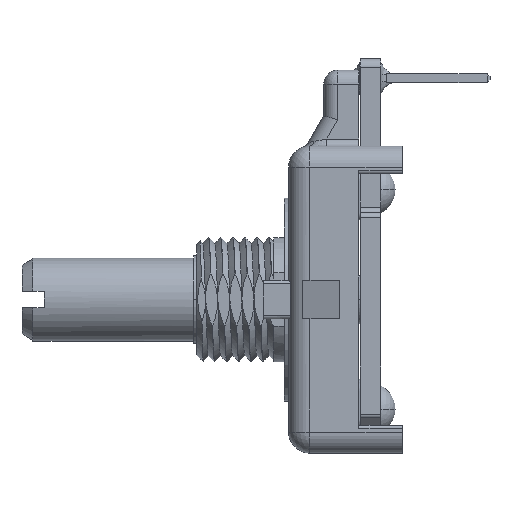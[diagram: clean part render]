
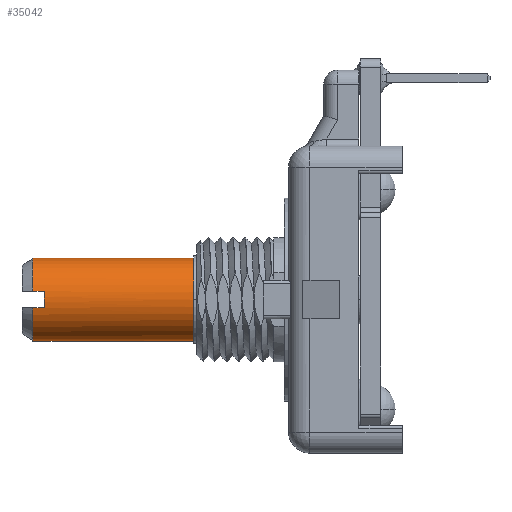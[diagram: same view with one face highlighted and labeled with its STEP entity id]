
A CAD part, left-side view. The second image highlights one B-rep face of the part: STEP entity #35042.
In plain terms, the highlighted cylindrical face has radius 2.997 mm (diameter 5.994 mm), a partial arc.
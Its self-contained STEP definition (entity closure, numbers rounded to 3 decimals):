
#33688=CARTESIAN_POINT('',(0.,11.938,0.));
#33689=DIRECTION('',(0.,-1.,0.));
#33690=DIRECTION('',(0.,0.,1.));
#33691=AXIS2_PLACEMENT_3D('',#33688,#33689,#33690);
#33728=DIRECTION('',(0.,-1.,0.));
#33729=VECTOR('',#33728,11.633);
#33730=CARTESIAN_POINT('',(0.,23.571,-2.997));
#33731=LINE('',#33730,#33729);
#33794=DIRECTION('',(0.,1.,0.));
#33795=VECTOR('',#33794,0.813);
#33796=CARTESIAN_POINT('',(-2.937,22.758,-0.597));
#33797=LINE('',#33796,#33795);
#33806=CARTESIAN_POINT('',(-2.937,23.571,-0.597));
#33944=CARTESIAN_POINT('',(0.,23.571,0.));
#33945=DIRECTION('',(0.,1.,0.));
#33946=DIRECTION('',(-0.178,0.,-0.984));
#33947=AXIS2_PLACEMENT_3D('',#33944,#33945,#33946);
#33962=CARTESIAN_POINT('',(0.,23.571,0.));
#33963=DIRECTION('',(0.,1.,0.));
#33964=DIRECTION('',(-0.98,0.,0.199));
#33965=AXIS2_PLACEMENT_3D('',#33962,#33963,#33964);
#33992=CARTESIAN_POINT('',(-2.937,23.571,0.597));
#34002=DIRECTION('',(0.,1.,0.));
#34003=VECTOR('',#34002,0.813);
#34004=CARTESIAN_POINT('',(-2.937,22.758,0.597));
#34005=LINE('',#34004,#34003);
#34033=CARTESIAN_POINT('',(0.,23.571,0.));
#34034=DIRECTION('',(0.,1.,0.));
#34035=DIRECTION('',(0.,0.,-1.));
#34036=AXIS2_PLACEMENT_3D('',#34033,#34034,#34035);
#34041=CARTESIAN_POINT('',(0.,23.571,0.));
#34042=DIRECTION('',(0.,1.,0.));
#34043=DIRECTION('',(-0.178,0.,0.984));
#34044=AXIS2_PLACEMENT_3D('',#34041,#34042,#34043);
#34049=DIRECTION('',(0.,-1.,0.));
#34050=VECTOR('',#34049,11.633);
#34051=CARTESIAN_POINT('',(0.,23.571,2.997));
#34052=LINE('',#34051,#34050);
#34071=CARTESIAN_POINT('',(0.,22.758,0.));
#34072=DIRECTION('',(0.,1.,0.));
#34073=DIRECTION('',(-0.98,0.,-0.199));
#34074=AXIS2_PLACEMENT_3D('',#34071,#34072,#34073);
#34373=CARTESIAN_POINT('',(0.,11.938,-2.997));
#34374=CARTESIAN_POINT('',(0.,11.938,2.997));
#34375=VERTEX_POINT('',#34373);
#34376=VERTEX_POINT('',#34374);
#34385=CARTESIAN_POINT('',(-2.937,22.758,-0.597));
#34386=CARTESIAN_POINT('',(-2.937,22.758,0.597));
#34387=VERTEX_POINT('',#34385);
#34388=VERTEX_POINT('',#34386);
#34390=VERTEX_POINT('',#33806);
#34393=VERTEX_POINT('',#33992);
#34421=CARTESIAN_POINT('',(0.,23.571,2.997));
#34423=VERTEX_POINT('',#34421);
#34426=CARTESIAN_POINT('',(0.,23.571,-2.997));
#34428=VERTEX_POINT('',#34426);
#34429=CARTESIAN_POINT('',(-0.534,23.571,-2.949));
#34430=VERTEX_POINT('',#34429);
#34431=CARTESIAN_POINT('',(-0.533,23.571,2.949));
#34432=VERTEX_POINT('',#34431);
#35024=CARTESIAN_POINT('',(0.,24.359,0.));
#35025=DIRECTION('',(0.,1.,0.));
#35026=DIRECTION('',(0.,0.,-1.));
#35027=AXIS2_PLACEMENT_3D('',#35024,#35025,#35026);
#35028=CYLINDRICAL_SURFACE('',#35027,2.997);
#35029=ORIENTED_EDGE('',*,*,#34793,.T.);
#35030=ORIENTED_EDGE('',*,*,#34959,.T.);
#35031=ORIENTED_EDGE('',*,*,#34833,.F.);
#35033=ORIENTED_EDGE('',*,*,#35032,.T.);
#35034=ORIENTED_EDGE('',*,*,#34989,.T.);
#35035=ORIENTED_EDGE('',*,*,#34971,.T.);
#35036=ORIENTED_EDGE('',*,*,#34811,.T.);
#35037=ORIENTED_EDGE('',*,*,#34779,.T.);
#35038=ORIENTED_EDGE('',*,*,#34752,.T.);
#35039=ORIENTED_EDGE('',*,*,#34776,.F.);
#35040=EDGE_LOOP('',(#35029,#35030,#35031,#35033,#35034,#35035,#35036,#35037,
#35038,#35039));
#35041=FACE_OUTER_BOUND('',#35040,.F.);
#33692=CIRCLE('',#33691,2.997);
#33948=CIRCLE('',#33947,2.997);
#33966=CIRCLE('',#33965,2.997);
#34037=CIRCLE('',#34036,2.997);
#34045=CIRCLE('',#34044,2.997);
#34075=CIRCLE('',#34074,2.997);
#34752=EDGE_CURVE('',#34376,#34375,#33692,.T.);
#34776=EDGE_CURVE('',#34428,#34375,#33731,.T.);
#34779=EDGE_CURVE('',#34423,#34376,#34052,.T.);
#34793=EDGE_CURVE('',#34428,#34430,#34037,.T.);
#34811=EDGE_CURVE('',#34432,#34423,#34045,.T.);
#34833=EDGE_CURVE('',#34387,#34390,#33797,.T.);
#34959=EDGE_CURVE('',#34430,#34390,#33948,.T.);
#34971=EDGE_CURVE('',#34393,#34432,#33966,.T.);
#34989=EDGE_CURVE('',#34388,#34393,#34005,.T.);
#35032=EDGE_CURVE('',#34387,#34388,#34075,.T.);
#35042=ADVANCED_FACE('',(#35041),#35028,.T.);
